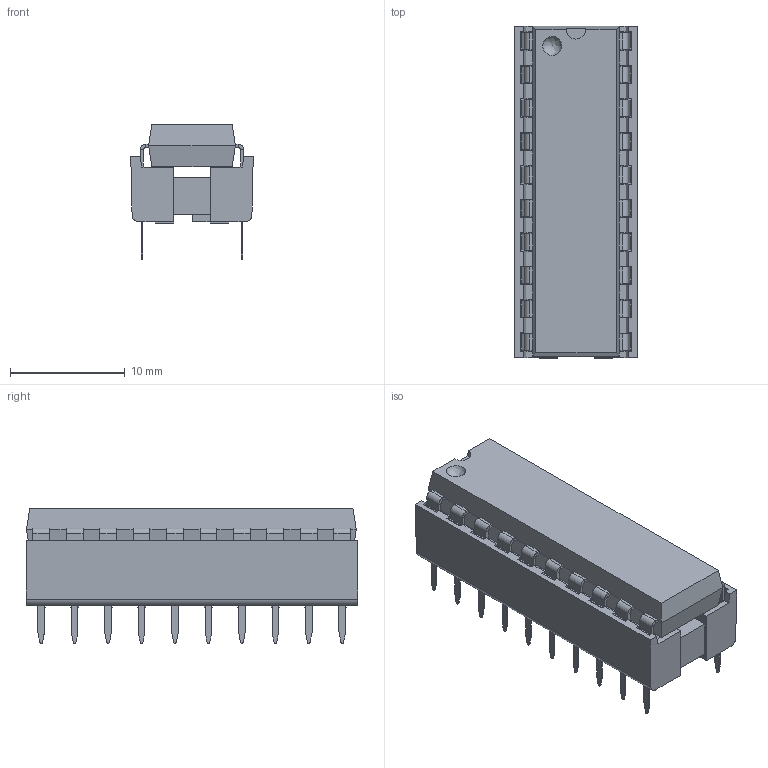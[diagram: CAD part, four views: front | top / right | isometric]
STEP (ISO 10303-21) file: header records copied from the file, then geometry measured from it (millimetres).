
FILE_DESCRIPTION(('FreeCAD Model'),'2;1');
FILE_NAME('Open CASCADE Shape Model','2025-05-05T06:52:12',('FreeCAD'),( 'FreeCAD'),'Open CASCADE STEP processor 7.6','FreeCAD','Unknown');
FILE_SCHEMA(('AUTOMOTIVE_DESIGN { 1 0 10303 214 1 1 1 1 }'));
Products named in the file (1): Open CASCADE STEP translator 7.6 1
Bounding box: 10.67 x 28.91 x 11.75 mm (x, y, z)
Volume: 1644.6 mm3; surface area: 3576.1 mm2
Topology: 2 solids, 2 shells, 2725 faces, 6595 edges, 3876 vertices
Faces by surface type: bspline 2725
Entity records: 194954 total; most frequent: CARTESIAN_POINT 155118, ORIENTED_EDGE 13188, EDGE_CURVE 6594, B_SPLINE_CURVE_WITH_KNOTS 5782, VERTEX_POINT 3876, FACE_BOUND 2776, EDGE_LOOP 2776, ADVANCED_FACE 2725
